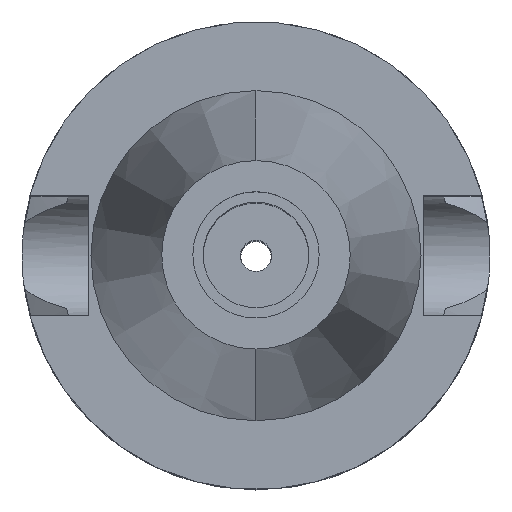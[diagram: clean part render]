
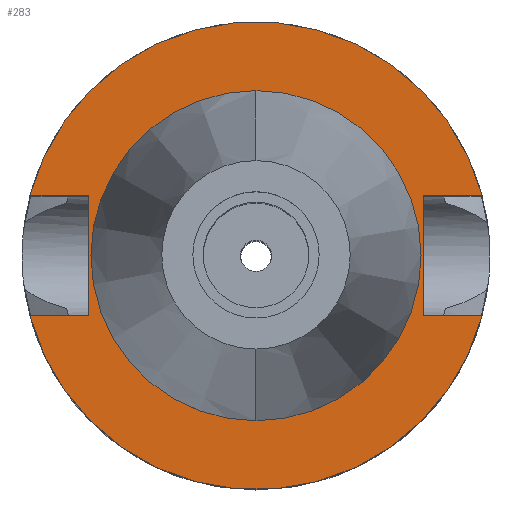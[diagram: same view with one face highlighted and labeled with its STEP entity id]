
A CAD part, top view. The second image highlights one B-rep face of the part: STEP entity #283.
In plain terms, the highlighted planar face has unit normal (0, 0, 1).
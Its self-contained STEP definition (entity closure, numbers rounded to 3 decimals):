
#15 = CARTESIAN_POINT ( 'NONE',  ( 0., 0., -1. ) ) ;
#17 = PLANE ( 'NONE',  #488 ) ;
#60 = ORIENTED_EDGE ( 'NONE', *, *, #1402, .T. ) ;
#100 = LINE ( 'NONE', #2178, #1135 ) ;
#110 = ORIENTED_EDGE ( 'NONE', *, *, #349, .F. ) ;
#142 = VECTOR ( 'NONE', #257, 1000. ) ;
#204 = CARTESIAN_POINT ( 'NONE',  ( 22.5, 8.05, -1. ) ) ;
#214 = CARTESIAN_POINT ( 'NONE',  ( 0., 22.225, -1. ) ) ;
#238 = EDGE_CURVE ( 'NONE', #694, #1406, #2010, .T. ) ;
#241 = VECTOR ( 'NONE', #1809, 1000. ) ;
#257 = DIRECTION ( 'NONE',  ( 0., -1., 0. ) ) ;
#283 = ADVANCED_FACE ( 'NONE', ( #1087, #876 ), #17, .F. ) ;
#293 = LINE ( 'NONE', #2532, #1234 ) ;
#299 = VERTEX_POINT ( 'NONE', #1588 ) ;
#349 = EDGE_CURVE ( 'NONE', #1406, #299, #293, .T. ) ;
#386 = DIRECTION ( 'NONE',  ( 0., -1., 0. ) ) ;
#448 = EDGE_CURVE ( 'NONE', #2833, #2092, #1205, .T. ) ;
#481 = CIRCLE ( 'NONE', #2405, 31.5 ) ;
#488 = AXIS2_PLACEMENT_3D ( 'NONE', #1793, #2673, #1770 ) ;
#694 = VERTEX_POINT ( 'NONE', #1483 ) ;
#700 = EDGE_CURVE ( 'NONE', #2092, #956, #100, .T. ) ;
#790 = DIRECTION ( 'NONE',  ( 1., 0., 0. ) ) ;
#803 = CARTESIAN_POINT ( 'NONE',  ( -22.5, -8.05, -1. ) ) ;
#866 = EDGE_CURVE ( 'NONE', #1922, #1687, #1567, .T. ) ;
#876 = FACE_BOUND ( 'NONE', #1350, .T. ) ;
#953 = DIRECTION ( 'NONE',  ( -1., 0., 0. ) ) ;
#956 = VERTEX_POINT ( 'NONE', #2193 ) ;
#979 = AXIS2_PLACEMENT_3D ( 'NONE', #1222, #1452, #2746 ) ;
#994 = CARTESIAN_POINT ( 'NONE',  ( 0., 0., -1. ) ) ;
#1001 = CARTESIAN_POINT ( 'NONE',  ( -22.5, 8.05, -1. ) ) ;
#1087 = FACE_OUTER_BOUND ( 'NONE', #1471, .T. ) ;
#1135 = VECTOR ( 'NONE', #790, 1000. ) ;
#1205 = LINE ( 'NONE', #2112, #142 ) ;
#1206 = LINE ( 'NONE', #1220, #1617 ) ;
#1220 = CARTESIAN_POINT ( 'NONE',  ( 22.5, 8.05, -1. ) ) ;
#1222 = CARTESIAN_POINT ( 'NONE',  ( 0., 0., -1. ) ) ;
#1234 = VECTOR ( 'NONE', #953, 1000. ) ;
#1350 = EDGE_LOOP ( 'NONE', ( #2721, #2196 ) ) ;
#1364 = CIRCLE ( 'NONE', #979, 31.5 ) ;
#1402 = EDGE_CURVE ( 'NONE', #2833, #2621, #1206, .T. ) ;
#1406 = VERTEX_POINT ( 'NONE', #1001 ) ;
#1452 = DIRECTION ( 'NONE',  ( 0., 0., -1. ) ) ;
#1471 = EDGE_LOOP ( 'NONE', ( #2535, #2461, #2333, #2183, #60, #1728, #110, #2296 ) ) ;
#1483 = CARTESIAN_POINT ( 'NONE',  ( -22.5, -8.05, -1. ) ) ;
#1509 = AXIS2_PLACEMENT_3D ( 'NONE', #994, #1955, #386 ) ;
#1567 = CIRCLE ( 'NONE', #1509, 22.225 ) ;
#1588 = CARTESIAN_POINT ( 'NONE',  ( -30.454, 8.05, -1. ) ) ;
#1617 = VECTOR ( 'NONE', #1892, 1000. ) ;
#1687 = VERTEX_POINT ( 'NONE', #214 ) ;
#1728 = ORIENTED_EDGE ( 'NONE', *, *, #2873, .F. ) ;
#1770 = DIRECTION ( 'NONE',  ( 0., -1., 0. ) ) ;
#1780 = CARTESIAN_POINT ( 'NONE',  ( -22.5, -8.05, -1. ) ) ;
#1793 = CARTESIAN_POINT ( 'NONE',  ( 0., 0., -1. ) ) ;
#1809 = DIRECTION ( 'NONE',  ( 0., 1., 0. ) ) ;
#1830 = DIRECTION ( 'NONE',  ( 0., 0., -1. ) ) ;
#1880 = DIRECTION ( 'NONE',  ( 0., 0., 1. ) ) ;
#1892 = DIRECTION ( 'NONE',  ( 1., 0., 0. ) ) ;
#1896 = CARTESIAN_POINT ( 'NONE',  ( 0., 0., -1. ) ) ;
#1922 = VERTEX_POINT ( 'NONE', #2514 ) ;
#1924 = VECTOR ( 'NONE', #2868, 1000. ) ;
#1944 = VERTEX_POINT ( 'NONE', #2098 ) ;
#1955 = DIRECTION ( 'NONE',  ( 0., 0., 1. ) ) ;
#1965 = LINE ( 'NONE', #803, #1924 ) ;
#1969 = EDGE_CURVE ( 'NONE', #956, #1944, #481, .T. ) ;
#2010 = LINE ( 'NONE', #1780, #241 ) ;
#2092 = VERTEX_POINT ( 'NONE', #2832 ) ;
#2098 = CARTESIAN_POINT ( 'NONE',  ( -30.454, -8.05, -1. ) ) ;
#2112 = CARTESIAN_POINT ( 'NONE',  ( 22.5, 8.05, -1. ) ) ;
#2178 = CARTESIAN_POINT ( 'NONE',  ( 22.5, -8.05, -1. ) ) ;
#2183 = ORIENTED_EDGE ( 'NONE', *, *, #448, .F. ) ;
#2193 = CARTESIAN_POINT ( 'NONE',  ( 30.454, -8.05, -1. ) ) ;
#2196 = ORIENTED_EDGE ( 'NONE', *, *, #866, .F. ) ;
#2258 = CIRCLE ( 'NONE', #2796, 22.225 ) ;
#2296 = ORIENTED_EDGE ( 'NONE', *, *, #238, .F. ) ;
#2333 = ORIENTED_EDGE ( 'NONE', *, *, #700, .F. ) ;
#2405 = AXIS2_PLACEMENT_3D ( 'NONE', #15, #1830, #2712 ) ;
#2458 = EDGE_CURVE ( 'NONE', #1687, #1922, #2258, .T. ) ;
#2461 = ORIENTED_EDGE ( 'NONE', *, *, #1969, .F. ) ;
#2514 = CARTESIAN_POINT ( 'NONE',  ( 0., -22.225, -1. ) ) ;
#2532 = CARTESIAN_POINT ( 'NONE',  ( -22.5, 8.05, -1. ) ) ;
#2535 = ORIENTED_EDGE ( 'NONE', *, *, #2598, .T. ) ;
#2566 = DIRECTION ( 'NONE',  ( 0., 1., 0. ) ) ;
#2598 = EDGE_CURVE ( 'NONE', #694, #1944, #1965, .T. ) ;
#2602 = CARTESIAN_POINT ( 'NONE',  ( 30.454, 8.05, -1. ) ) ;
#2621 = VERTEX_POINT ( 'NONE', #2602 ) ;
#2673 = DIRECTION ( 'NONE',  ( 0., 0., -1. ) ) ;
#2712 = DIRECTION ( 'NONE',  ( 0., -1., 0. ) ) ;
#2721 = ORIENTED_EDGE ( 'NONE', *, *, #2458, .F. ) ;
#2746 = DIRECTION ( 'NONE',  ( 0., 1., 0. ) ) ;
#2796 = AXIS2_PLACEMENT_3D ( 'NONE', #1896, #1880, #2566 ) ;
#2832 = CARTESIAN_POINT ( 'NONE',  ( 22.5, -8.05, -1. ) ) ;
#2833 = VERTEX_POINT ( 'NONE', #204 ) ;
#2868 = DIRECTION ( 'NONE',  ( -1., 0., 0. ) ) ;
#2873 = EDGE_CURVE ( 'NONE', #299, #2621, #1364, .T. ) ;
